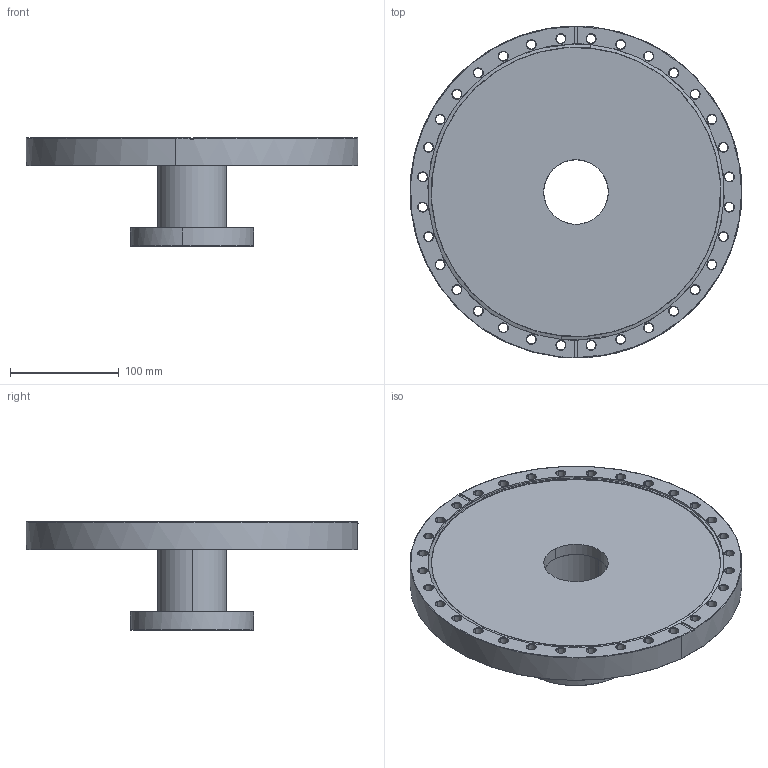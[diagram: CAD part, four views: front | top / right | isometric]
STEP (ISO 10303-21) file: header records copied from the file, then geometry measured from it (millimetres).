
FILE_DESCRIPTION (( 'STEP AP214' ), '1' );
FILE_NAME ('Hositrad_CFA250-64-LR.STEP', '2025-01-14T14:42:49', ( '' ), ( '' ), 'SwSTEP 2.0', 'SolidWorks 2022', '' );
FILE_SCHEMA (( 'AUTOMOTIVE_DESIGN' ));
Length unit declared in the file: millimetre
Products named in the file (4): NW250CF_Blank_Weld Hole 63,5; Hositrad_CFA250-64-LR; NW63CFR-weld_Tube63.5; CF-Tubulated-Adapters-All_CFA250-64L
Assembly tree (3 placements, depth 2):
  Hositrad_CFA250-64-LR
    CF-Tubulated-Adapters-All_CFA250-64L
    NW250CF_Blank_Weld Hole 63,5
    NW63CFR-weld_Tube63.5
Bounding box: 305.7 x 306 x 100 mm (x, y, z)
Volume: 1851436.7 mm3; surface area: 255978.5 mm2
Topology: 4 solids, 4 shells, 312 faces, 728 edges, 426 vertices
Faces by surface type: cone 182, cylinder 104, plane 26
Entity records: 9419 total; most frequent: DIRECTION 1762, CARTESIAN_POINT 1496, ORIENTED_EDGE 1456, EDGE_CURVE 728, AXIS2_PLACEMENT_3D 724, VERTEX_POINT 426, CIRCLE 406, EDGE_LOOP 402
